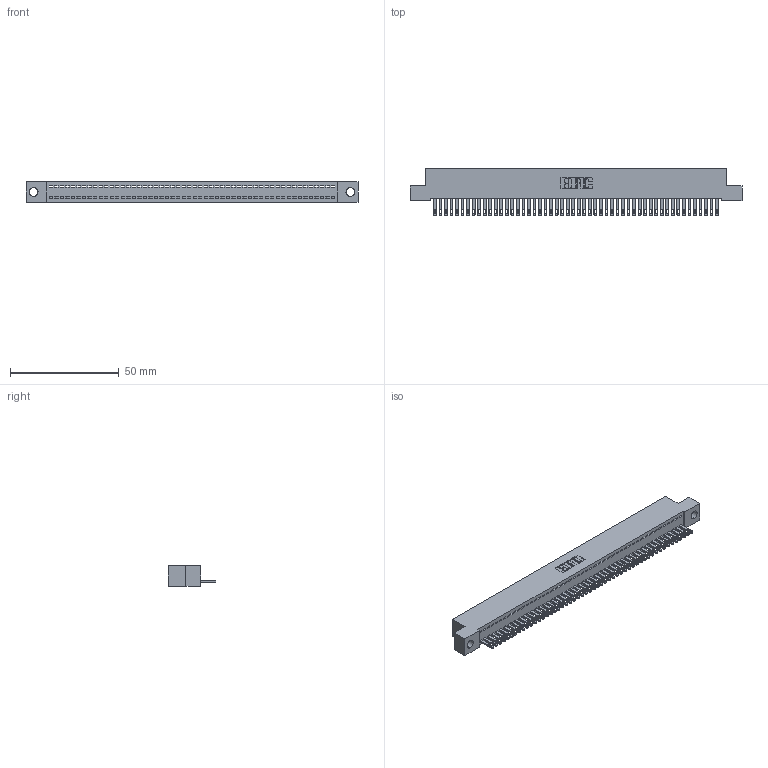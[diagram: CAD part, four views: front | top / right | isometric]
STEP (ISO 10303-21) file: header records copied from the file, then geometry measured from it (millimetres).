
FILE_DESCRIPTION (( 'STEP AP203' ), '1' );
FILE_NAME ('342-052-500-104.STEP', '2019-10-03T00:47:53', ( '' ), ( '' ), 'SwSTEP 2.0', 'SolidWorks 2016', '' );
FILE_SCHEMA (( 'CONFIG_CONTROL_DESIGN' ));
Length unit declared in the file: inch
Products named in the file (3): 342 Part_.156 TH; 345-292-001_345-293-100; 342-052-500-104
Assembly tree (53 placements, depth 2):
  342-052-500-104
    342 Part_.156 TH
    345-292-001_345-293-100  x52
Bounding box: 152.4 x 21.85 x 9.4 mm (x, y, z)
Volume: 13344.4 mm3; surface area: 19703.5 mm2
Topology: 53 solids, 53 shells, 2918 faces, 9035 edges, 6022 vertices
Faces by surface type: plane 1938, cylinder 980
Entity records: 30297 total; most frequent: CARTESIAN_POINT 5230, ORIENTED_EDGE 5218, DIRECTION 4393, EDGE_CURVE 2609, VECTOR 2477, LINE 2477, VERTEX_POINT 1738, AXIS2_PLACEMENT_3D 958
